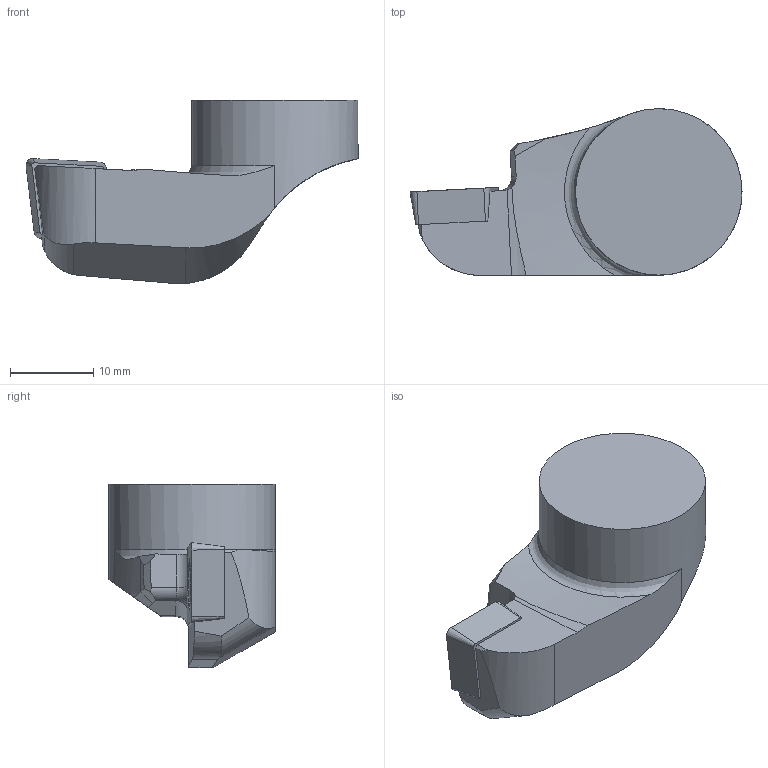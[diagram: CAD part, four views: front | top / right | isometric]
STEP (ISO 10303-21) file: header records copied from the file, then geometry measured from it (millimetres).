
FILE_DESCRIPTION(/* description */ (''),/* implementation_level */ '2;1');
FILE_NAME(/* name */ '1642478885844.stp',/* time_stamp */ '2022-01-18T09:38:34+05:00',/* author */ (''),/* organization */ ('SMS'),/* preprocessor_version */ 'ST-DEVELOPER v16.7',/* originating_system */ 'SIEMENS PLM Software NX 12.0',/* authorisation */ '');
FILE_SCHEMA (('AUTOMOTIVE_DESIGN { 1 0 10303 214 3 1 1 1 }'));
Length unit declared in the file: millimetre
Products named in the file (4): ASSEMBLY_CONSTRUCTION; IsoTurningInsert; 203921838mod000_00; 201745813mod000_01
Assembly tree (3 placements, depth 2):
  201745813mod000_01
    203921838mod000_00
    IsoTurningInsert
    ASSEMBLY_CONSTRUCTION
Bounding box: 39.87 x 20 x 22.01 mm (x, y, z)
Volume: 6655.9 mm3; surface area: 2805.9 mm2
Topology: 2 solids, 2 shells, 64 faces, 170 edges, 118 vertices
Faces by surface type: plane 29, cylinder 18, cone 8, torus 8, bspline 1
Full cylindrical faces by diameter (mm): 4.4 x2, 20 x1
Entity records: 2240 total; most frequent: CARTESIAN_POINT 528, DIRECTION 335, ORIENTED_EDGE 310, EDGE_CURVE 155, AXIS2_PLACEMENT_3D 131, VERTEX_POINT 105, EDGE_LOOP 76, LINE 73
